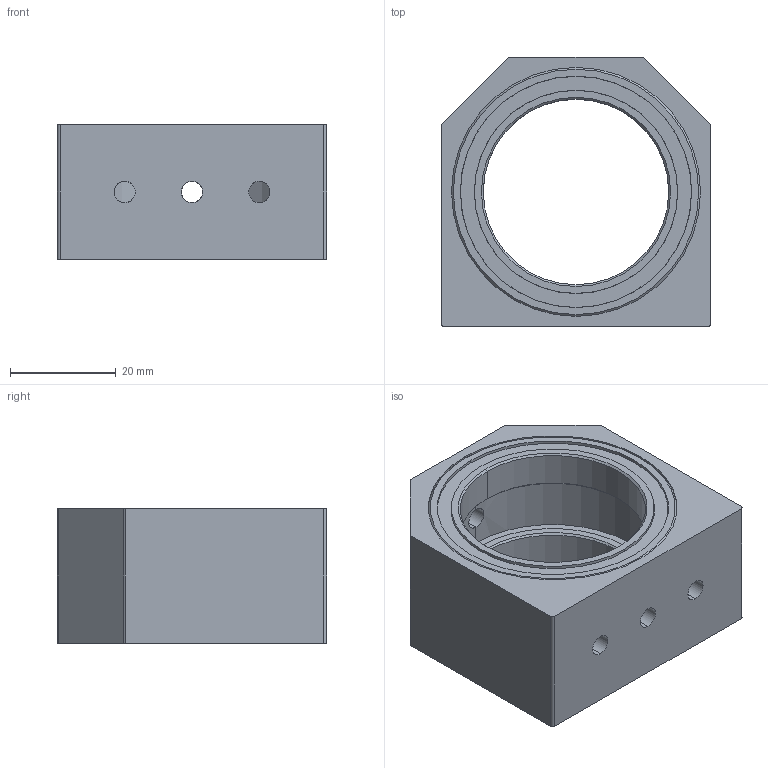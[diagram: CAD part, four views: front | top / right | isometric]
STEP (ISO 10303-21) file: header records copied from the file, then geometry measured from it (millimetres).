
FILE_DESCRIPTION (( 'STEP AP203' ), '1' );
FILE_NAME ('REV-21-3297.STEP', '2024-01-02T22:47:16', ( '' ), ( '' ), 'SwSTEP 2.0', 'SolidWorks 2022', '' );
FILE_SCHEMA (( 'CONFIG_CONTROL_DESIGN' ));
Length unit declared in the file: inch
Products named in the file (3): REV-29-3296; REV-21-3297; REV-21-3297-P01
Assembly tree (3 placements, depth 2):
  REV-21-3297
    REV-21-3297-P01
    REV-29-3296  x2
Bounding box: 50.8 x 50.8 x 25.4 mm (x, y, z)
Volume: 28793.6 mm3; surface area: 24788.3 mm2
Topology: 47 solids, 47 shells, 190 faces, 514 edges, 342 vertices
Faces by surface type: sphere 76, cylinder 60, plane 26, cone 16, torus 12
Entity records: 3339 total; most frequent: CARTESIAN_POINT 678, DIRECTION 552, ORIENTED_EDGE 404, AXIS2_PLACEMENT_3D 242, EDGE_CURVE 202, VERTEX_POINT 140, EDGE_LOOP 128, CIRCLE 126
